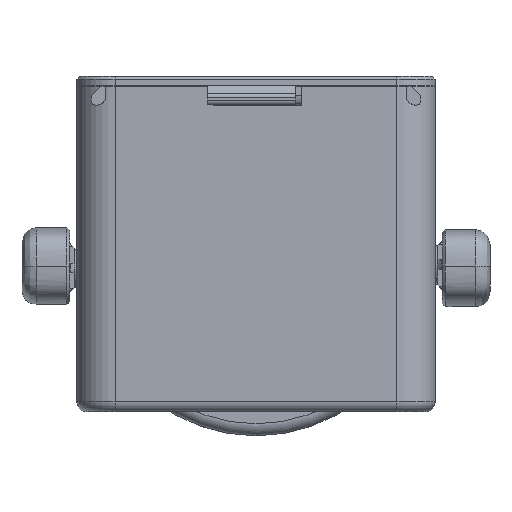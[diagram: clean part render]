
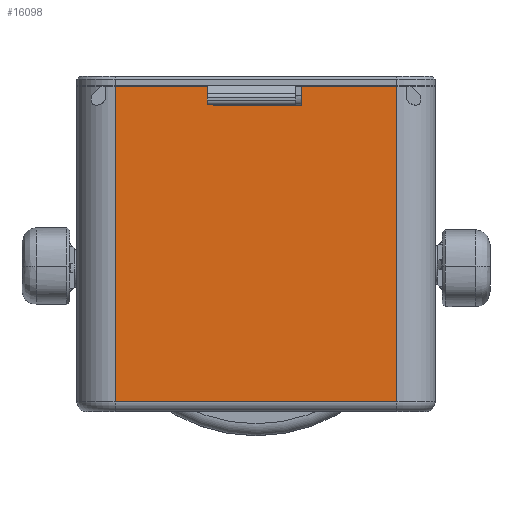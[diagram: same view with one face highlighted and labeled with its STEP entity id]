
A CAD part, top view. The second image highlights one B-rep face of the part: STEP entity #16098.
In plain terms, the highlighted planar face has unit normal (0, 0, 1).
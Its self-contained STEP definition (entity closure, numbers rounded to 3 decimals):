
#1097=PLANE('',#17410);
#2044=FACE_OUTER_BOUND('',#3047,.T.);
#3047=EDGE_LOOP('',(#13533,#13534,#13535,#13536));
#4380=LINE('',#29137,#5801);
#4470=LINE('',#29412,#5891);
#4471=LINE('',#29415,#5892);
#4472=LINE('',#29416,#5893);
#5801=VECTOR('',#20359,10.);
#5891=VECTOR('',#20643,10.);
#5892=VECTOR('',#20646,10.);
#5893=VECTOR('',#20647,10.);
#7712=VERTEX_POINT('',#29134);
#7713=VERTEX_POINT('',#29136);
#7793=VERTEX_POINT('',#29410);
#7794=VERTEX_POINT('',#29414);
#9660=EDGE_CURVE('',#7712,#7713,#4380,.T.);
#9794=EDGE_CURVE('',#7793,#7713,#4470,.T.);
#9795=EDGE_CURVE('',#7793,#7794,#4471,.T.);
#9796=EDGE_CURVE('',#7794,#7712,#4472,.T.);
#13533=ORIENTED_EDGE('',*,*,#9795,.F.);
#13534=ORIENTED_EDGE('',*,*,#9794,.T.);
#13535=ORIENTED_EDGE('',*,*,#9660,.F.);
#13536=ORIENTED_EDGE('',*,*,#9796,.F.);
#16098=ADVANCED_FACE('',(#2044),#1097,.T.);
#17410=AXIS2_PLACEMENT_3D('',#29413,#20644,#20645);
#20359=DIRECTION('',(1.,0.,0.));
#20643=DIRECTION('',(0.,1.,0.));
#20644=DIRECTION('center_axis',(0.,0.,1.));
#20645=DIRECTION('ref_axis',(1.,0.,0.));
#20646=DIRECTION('',(-1.,0.,0.));
#20647=DIRECTION('',(0.,1.,0.));
#29134=CARTESIAN_POINT('',(-274.5,38.,82.));
#29136=CARTESIAN_POINT('',(-215.5,38.,82.));
#29137=CARTESIAN_POINT('',(-207.5,38.,82.));
#29410=CARTESIAN_POINT('',(-215.5,-28.,82.));
#29412=CARTESIAN_POINT('',(-215.5,30.,82.));
#29413=CARTESIAN_POINT('Origin',(-245.,0.,82.));
#29414=CARTESIAN_POINT('',(-274.5,-28.,82.));
#29415=CARTESIAN_POINT('',(-263.75,-28.,82.));
#29416=CARTESIAN_POINT('',(-274.5,15.,82.));
